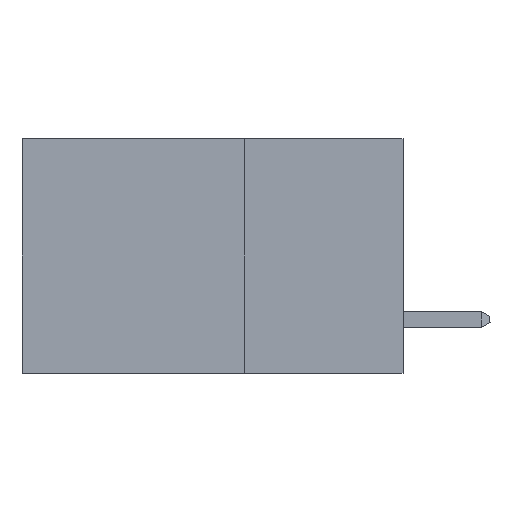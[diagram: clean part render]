
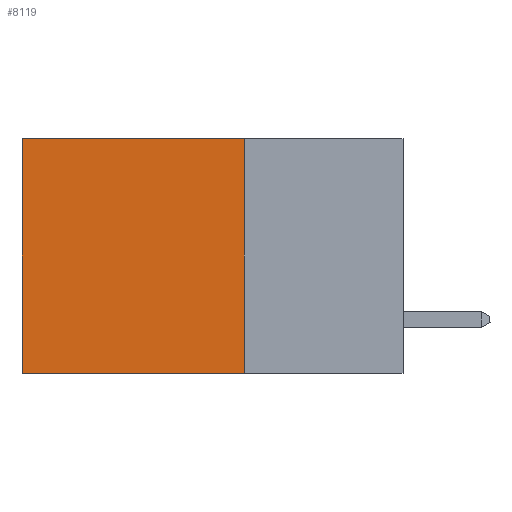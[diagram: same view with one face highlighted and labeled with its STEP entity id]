
A CAD part, left-side view. The second image highlights one B-rep face of the part: STEP entity #8119.
In plain terms, the highlighted planar face has unit normal (-1, 0, 0).
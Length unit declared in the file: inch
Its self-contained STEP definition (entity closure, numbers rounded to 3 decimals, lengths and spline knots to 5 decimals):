
#111 = EDGE_CURVE ( 'NONE', #22617, #18156, #7428, .T. ) ;
#1299 = ORIENTED_EDGE ( 'NONE', *, *, #4207, .T. ) ;
#3096 = CARTESIAN_POINT ( 'NONE',  ( 0.2875, 0.25, 0. ) ) ;
#4207 = EDGE_CURVE ( 'NONE', #22617, #27035, #22064, .T. ) ;
#5208 = CARTESIAN_POINT ( 'NONE',  ( 0.2875, 0.6, 0. ) ) ;
#6046 = PLANE ( 'NONE',  #19026 ) ;
#7428 = LINE ( 'NONE', #3096, #10192 ) ;
#8119 = ADVANCED_FACE ( 'NONE', ( #25638 ), #6046, .F. ) ;
#8202 = VECTOR ( 'NONE', #22014, 39.37008 ) ;
#10192 = VECTOR ( 'NONE', #22680, 39.37008 ) ;
#12543 = CARTESIAN_POINT ( 'NONE',  ( 0.2875, 0.25, 0. ) ) ;
#12612 = CARTESIAN_POINT ( 'NONE',  ( 0.2875, 0.25, -0.37 ) ) ;
#13522 = CARTESIAN_POINT ( 'NONE',  ( 0.2875, 0.6, -0.37 ) ) ;
#14135 = ORIENTED_EDGE ( 'NONE', *, *, #111, .F. ) ;
#14869 = DIRECTION ( 'NONE',  ( 0., 0., -1. ) ) ;
#14914 = ORIENTED_EDGE ( 'NONE', *, *, #28039, .T. ) ;
#15257 = EDGE_CURVE ( 'NONE', #18156, #19747, #20888, .T. ) ;
#17104 = VECTOR ( 'NONE', #19234, 39.37008 ) ;
#18156 = VERTEX_POINT ( 'NONE', #26617 ) ;
#19026 = AXIS2_PLACEMENT_3D ( 'NONE', #25997, #28038, #14869 ) ;
#19234 = DIRECTION ( 'NONE',  ( 0., 1., 0. ) ) ;
#19747 = VERTEX_POINT ( 'NONE', #13522 ) ;
#20232 = CARTESIAN_POINT ( 'NONE',  ( 0.2875, 0.25, 0. ) ) ;
#20563 = CARTESIAN_POINT ( 'NONE',  ( 0.2875, 0.6, 0. ) ) ;
#20888 = LINE ( 'NONE', #12612, #17104 ) ;
#21215 = EDGE_LOOP ( 'NONE', ( #14914, #22104, #14135, #1299 ) ) ;
#22014 = DIRECTION ( 'NONE',  ( 0., 0., -1. ) ) ;
#22064 = LINE ( 'NONE', #12543, #24428 ) ;
#22104 = ORIENTED_EDGE ( 'NONE', *, *, #15257, .F. ) ;
#22617 = VERTEX_POINT ( 'NONE', #20232 ) ;
#22680 = DIRECTION ( 'NONE',  ( 0., 0., -1. ) ) ;
#23771 = DIRECTION ( 'NONE',  ( 0., 1., 0. ) ) ;
#24428 = VECTOR ( 'NONE', #23771, 39.37008 ) ;
#25638 = FACE_OUTER_BOUND ( 'NONE', #21215, .T. ) ;
#25997 = CARTESIAN_POINT ( 'NONE',  ( 0.2875, 0.25, 0. ) ) ;
#26059 = LINE ( 'NONE', #5208, #8202 ) ;
#26617 = CARTESIAN_POINT ( 'NONE',  ( 0.2875, 0.25, -0.37 ) ) ;
#27035 = VERTEX_POINT ( 'NONE', #20563 ) ;
#28038 = DIRECTION ( 'NONE',  ( 1., 0., 0. ) ) ;
#28039 = EDGE_CURVE ( 'NONE', #27035, #19747, #26059, .T. ) ;
